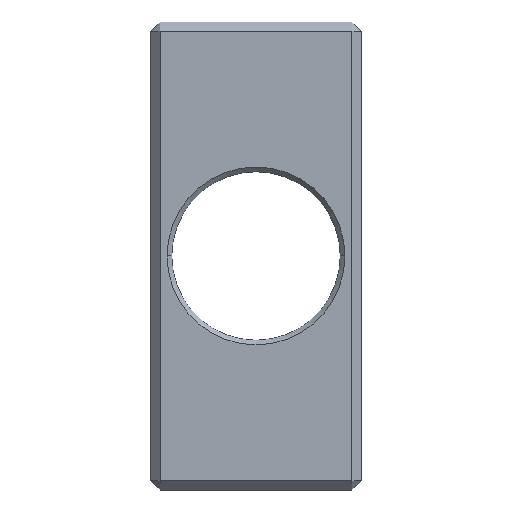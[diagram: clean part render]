
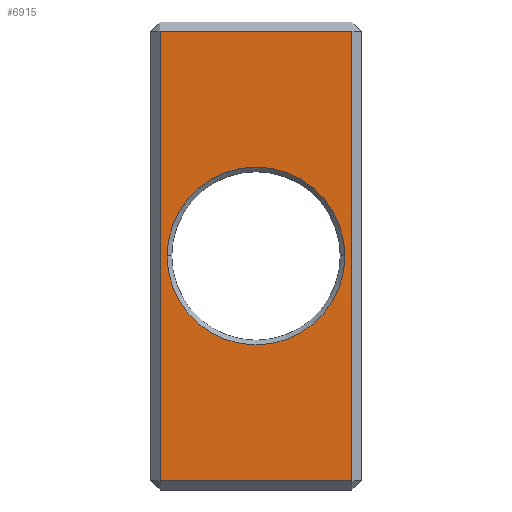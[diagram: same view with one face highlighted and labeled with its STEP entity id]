
A CAD part, top view. The second image highlights one B-rep face of the part: STEP entity #6915.
In plain terms, the highlighted planar face has unit normal (0, 0, 1).
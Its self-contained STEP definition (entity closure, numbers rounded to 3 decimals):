
#74 = CARTESIAN_POINT ( 'NONE',  ( -22.5, 48., 5. ) ) ;
#147 = ORIENTED_EDGE ( 'NONE', *, *, #10771, .T. ) ;
#396 = DIRECTION ( 'NONE',  ( 1., 0., 0. ) ) ;
#413 = CARTESIAN_POINT ( 'NONE',  ( 20.5, -48., 5. ) ) ;
#648 = PLANE ( 'NONE',  #948 ) ;
#667 = CARTESIAN_POINT ( 'NONE',  ( 20.5, 48., 5. ) ) ;
#948 = AXIS2_PLACEMENT_3D ( 'NONE', #4316, #7876, #12872 ) ;
#1968 = DIRECTION ( 'NONE',  ( 0., -1., 0. ) ) ;
#2115 = DIRECTION ( 'NONE',  ( 0., 0., -1. ) ) ;
#2368 = LINE ( 'NONE', #12720, #3882 ) ;
#2458 = EDGE_LOOP ( 'NONE', ( #6255, #147 ) ) ;
#2559 = DIRECTION ( 'NONE',  ( -1., 0., 0. ) ) ;
#2957 = AXIS2_PLACEMENT_3D ( 'NONE', #11954, #13240, #5814 ) ;
#3817 = VERTEX_POINT ( 'NONE', #8922 ) ;
#3882 = VECTOR ( 'NONE', #396, 1000. ) ;
#4252 = LINE ( 'NONE', #74, #13664 ) ;
#4263 = EDGE_CURVE ( 'NONE', #6465, #13922, #4252, .T. ) ;
#4283 = EDGE_CURVE ( 'NONE', #5890, #7769, #2368, .T. ) ;
#4316 = CARTESIAN_POINT ( 'NONE',  ( 0., 0., 5. ) ) ;
#4601 = CARTESIAN_POINT ( 'NONE',  ( 0., 0., 5. ) ) ;
#4623 = FACE_OUTER_BOUND ( 'NONE', #11023, .T. ) ;
#4718 = VERTEX_POINT ( 'NONE', #9260 ) ;
#4913 = ORIENTED_EDGE ( 'NONE', *, *, #4989, .T. ) ;
#4989 = EDGE_CURVE ( 'NONE', #13922, #5890, #5768, .T. ) ;
#5307 = EDGE_CURVE ( 'NONE', #4718, #3817, #8809, .T. ) ;
#5768 = LINE ( 'NONE', #12831, #14801 ) ;
#5814 = DIRECTION ( 'NONE',  ( 1., 0., 0. ) ) ;
#5831 = DIRECTION ( 'NONE',  ( 1., 0., 0. ) ) ;
#5890 = VERTEX_POINT ( 'NONE', #12396 ) ;
#6255 = ORIENTED_EDGE ( 'NONE', *, *, #5307, .T. ) ;
#6465 = VERTEX_POINT ( 'NONE', #667 ) ;
#6885 = ORIENTED_EDGE ( 'NONE', *, *, #4263, .T. ) ;
#6915 = ADVANCED_FACE ( 'NONE', ( #9182, #4623 ), #648, .T. ) ;
#7769 = VERTEX_POINT ( 'NONE', #413 ) ;
#7780 = CARTESIAN_POINT ( 'NONE',  ( -20.5, 48., 5. ) ) ;
#7876 = DIRECTION ( 'NONE',  ( 0., 0., 1. ) ) ;
#8809 = CIRCLE ( 'NONE', #2957, 19. ) ;
#8922 = CARTESIAN_POINT ( 'NONE',  ( -19., 0., 5. ) ) ;
#9098 = AXIS2_PLACEMENT_3D ( 'NONE', #4601, #2115, #5831 ) ;
#9130 = DIRECTION ( 'NONE',  ( 0., 1., 0. ) ) ;
#9182 = FACE_BOUND ( 'NONE', #2458, .T. ) ;
#9260 = CARTESIAN_POINT ( 'NONE',  ( 19., 0., 5. ) ) ;
#10771 = EDGE_CURVE ( 'NONE', #3817, #4718, #12085, .T. ) ;
#11023 = EDGE_LOOP ( 'NONE', ( #4913, #15696, #13166, #6885 ) ) ;
#11722 = EDGE_CURVE ( 'NONE', #7769, #6465, #12063, .T. ) ;
#11874 = VECTOR ( 'NONE', #9130, 1000. ) ;
#11954 = CARTESIAN_POINT ( 'NONE',  ( 0., 0., 5. ) ) ;
#12063 = LINE ( 'NONE', #15175, #11874 ) ;
#12085 = CIRCLE ( 'NONE', #9098, 19. ) ;
#12396 = CARTESIAN_POINT ( 'NONE',  ( -20.5, -48., 5. ) ) ;
#12720 = CARTESIAN_POINT ( 'NONE',  ( 22.5, -48., 5. ) ) ;
#12831 = CARTESIAN_POINT ( 'NONE',  ( -20.5, -50., 5. ) ) ;
#12872 = DIRECTION ( 'NONE',  ( 1., 0., 0. ) ) ;
#13166 = ORIENTED_EDGE ( 'NONE', *, *, #11722, .T. ) ;
#13240 = DIRECTION ( 'NONE',  ( 0., 0., -1. ) ) ;
#13664 = VECTOR ( 'NONE', #2559, 1000. ) ;
#13922 = VERTEX_POINT ( 'NONE', #7780 ) ;
#14801 = VECTOR ( 'NONE', #1968, 1000. ) ;
#15175 = CARTESIAN_POINT ( 'NONE',  ( 20.5, 50., 5. ) ) ;
#15696 = ORIENTED_EDGE ( 'NONE', *, *, #4283, .T. ) ;
